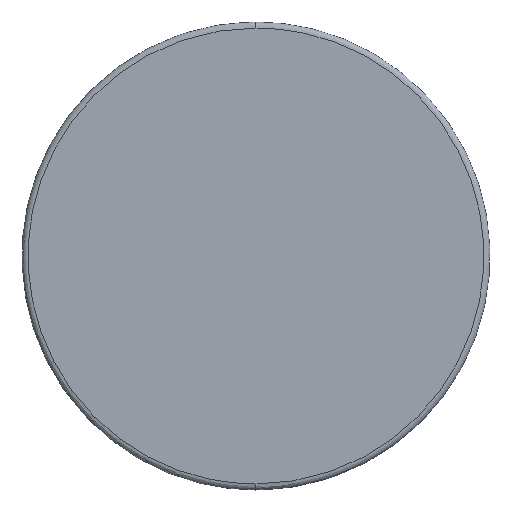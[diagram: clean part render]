
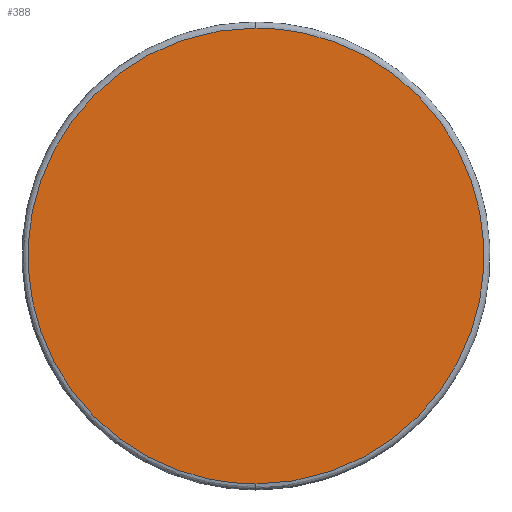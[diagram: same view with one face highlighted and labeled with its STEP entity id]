
A CAD part, front view. The second image highlights one B-rep face of the part: STEP entity #388.
In plain terms, the highlighted free-form (B-spline) face has degree [1, 1] with [2, 2] control points.
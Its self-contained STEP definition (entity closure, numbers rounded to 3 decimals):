
#350 = VERTEX_POINT('',#351);
#351 = CARTESIAN_POINT('',(0.,0.,24.101));
#357 = EDGE_CURVE('',#358,#350,#360,.T.);
#358 = VERTEX_POINT('',#359);
#359 = CARTESIAN_POINT('',(0.,0.,-24.101));
#360 = ( BOUNDED_CURVE() B_SPLINE_CURVE(2,(#361,#362,#363,#364,#365),
.UNSPECIFIED.,.F.,.F.) B_SPLINE_CURVE_WITH_KNOTS((3,2,3),(0.,
1.571,3.142),.PIECEWISE_BEZIER_KNOTS.) CURVE() 
GEOMETRIC_REPRESENTATION_ITEM() RATIONAL_B_SPLINE_CURVE((1.,
0.707,1.,0.707,1.)) REPRESENTATION_ITEM('') );
#361 = CARTESIAN_POINT('',(0.,0.,-24.101));
#362 = CARTESIAN_POINT('',(24.101,0.,-24.101));
#363 = CARTESIAN_POINT('',(24.101,0.,0.));
#364 = CARTESIAN_POINT('',(24.101,0.,24.101));
#365 = CARTESIAN_POINT('',(0.,0.,24.101));
#388 = ADVANCED_FACE('',(#389),#400,.T.);
#389 = FACE_BOUND('',#390,.T.);
#390 = EDGE_LOOP('',(#391,#392));
#391 = ORIENTED_EDGE('',*,*,#357,.T.);
#392 = ORIENTED_EDGE('',*,*,#393,.T.);
#393 = EDGE_CURVE('',#350,#358,#394,.T.);
#394 = ( BOUNDED_CURVE() B_SPLINE_CURVE(2,(#395,#396,#397,#398,#399),
.UNSPECIFIED.,.F.,.F.) B_SPLINE_CURVE_WITH_KNOTS((3,2,3),(3.142,
4.712,6.283),.PIECEWISE_BEZIER_KNOTS.) CURVE() 
GEOMETRIC_REPRESENTATION_ITEM() RATIONAL_B_SPLINE_CURVE((1.,
0.707,1.,0.707,1.)) REPRESENTATION_ITEM('') );
#395 = CARTESIAN_POINT('',(0.,0.,24.101));
#396 = CARTESIAN_POINT('',(-24.101,0.,24.101));
#397 = CARTESIAN_POINT('',(-24.101,0.,0.));
#398 = CARTESIAN_POINT('',(-24.101,0.,-24.101));
#399 = CARTESIAN_POINT('',(0.,0.,-24.101));
#400 = B_SPLINE_SURFACE_WITH_KNOTS('',1,1,(
    (#401,#402)
    ,(#403,#404
    )),.UNSPECIFIED.,.F.,.F.,.F.,(2,2),(2,2),(-19.,19.),(-19.,19.),
  .PIECEWISE_BEZIER_KNOTS.);
#401 = CARTESIAN_POINT('',(-24.101,0.,24.101));
#402 = CARTESIAN_POINT('',(24.101,0.,24.101));
#403 = CARTESIAN_POINT('',(-24.101,0.,-24.101));
#404 = CARTESIAN_POINT('',(24.101,0.,-24.101));
